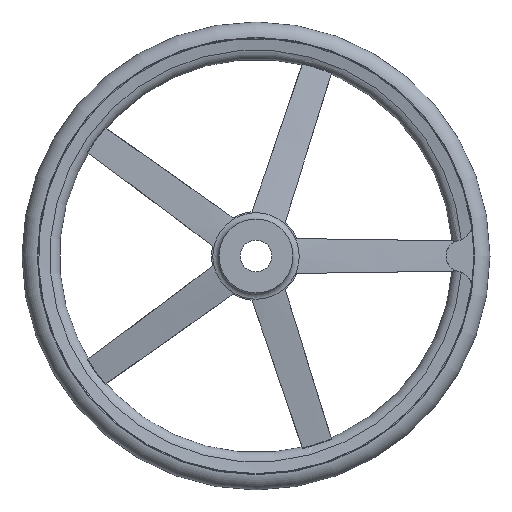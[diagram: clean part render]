
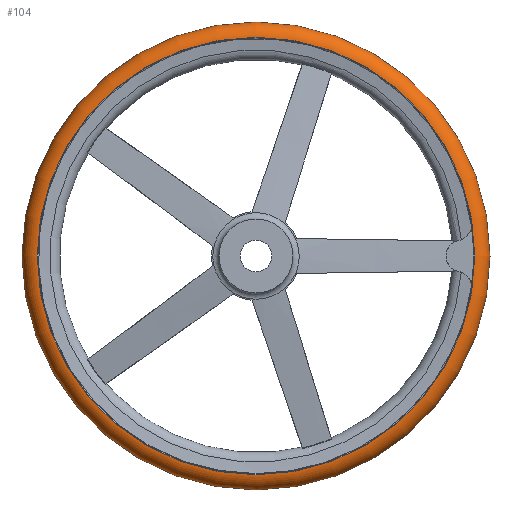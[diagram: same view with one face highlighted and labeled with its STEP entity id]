
A CAD part, front view. The second image highlights one B-rep face of the part: STEP entity #104.
In plain terms, the highlighted toroidal (fillet/blend) face has major radius 233 mm and minor radius 17 mm.
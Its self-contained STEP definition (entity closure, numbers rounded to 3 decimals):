
#104 = ADVANCED_FACE( '', ( #253, #254, #255 ), #256, .T. );
#253 = FACE_BOUND( '', #460, .T. );
#254 = FACE_OUTER_BOUND( '', #461, .T. );
#255 = FACE_OUTER_BOUND( '', #462, .T. );
#256 = TOROIDAL_SURFACE( '', #463, 233., 17. );
#460 = VERTEX_LOOP( '', #767 );
#461 = EDGE_LOOP( '', ( #768 ) );
#462 = EDGE_LOOP( '', ( #769 ) );
#463 = AXIS2_PLACEMENT_3D( '', #770, #771, #772 );
#767 = VERTEX_POINT( '', #1260 );
#768 = ORIENTED_EDGE( '', *, *, #1261, .T. );
#769 = ORIENTED_EDGE( '', *, *, #1251, .F. );
#770 = CARTESIAN_POINT( '', ( 0., 55., 0. ) );
#771 = DIRECTION( '', ( 0., -1., 0. ) );
#772 = DIRECTION( '', ( 0., 0., -1. ) );
#1251 = EDGE_CURVE( '', #1510, #1510, #1511, .T. );
#1260 = CARTESIAN_POINT( '', ( 0., 55., -250. ) );
#1261 = EDGE_CURVE( '', #1526, #1526, #1527, .T. );
#1510 = VERTEX_POINT( '', #2087 );
#1511 = CIRCLE( '', #2088, 233.708 );
#1526 = VERTEX_POINT( '', #2125 );
#1527 = CIRCLE( '', #2126, 233.708 );
#2087 = CARTESIAN_POINT( '', ( 0., 38.015, -233.708 ) );
#2088 = AXIS2_PLACEMENT_3D( '', #2764, #2765, #2766 );
#2125 = CARTESIAN_POINT( '', ( 0., 71.985, -233.708 ) );
#2126 = AXIS2_PLACEMENT_3D( '', #2774, #2775, #2776 );
#2764 = CARTESIAN_POINT( '', ( 0., 38.015, 0. ) );
#2765 = DIRECTION( '', ( 0., -1., 0. ) );
#2766 = DIRECTION( '', ( 0., 0., -1. ) );
#2774 = CARTESIAN_POINT( '', ( 0., 71.985, 0. ) );
#2775 = DIRECTION( '', ( 0., -1., 0. ) );
#2776 = DIRECTION( '', ( 0., 0., -1. ) );
